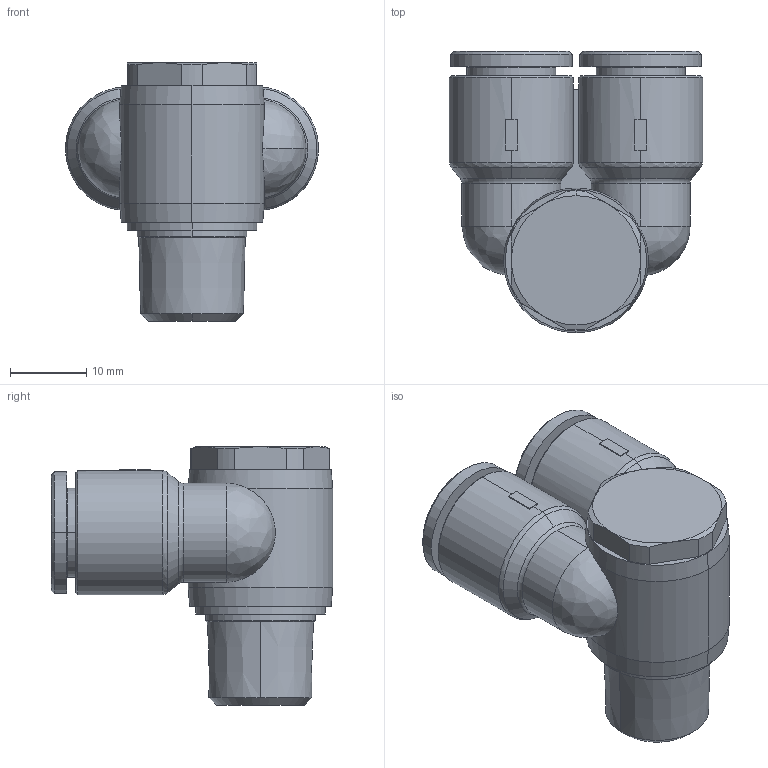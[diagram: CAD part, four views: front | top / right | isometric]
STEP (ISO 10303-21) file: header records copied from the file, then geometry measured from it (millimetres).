
FILE_DESCRIPTION (( 'STEP AP214' ), '1' );
FILE_NAME ('PA10-02.stp', '2015-08-27T13:05:02', ( '' ), ( '' ), 'SwSTEP 2.0', 'SolidWorks 2015', '' );
FILE_SCHEMA (( 'AUTOMOTIVE_DESIGN' ));
Length unit declared in the file: millimetre
Products named in the file (2): PA10-02; ｦ+ﾃｦ1
Assembly tree (1 placements, depth 2):
  PA10-02
    ｦ+ﾃｦ1
Bounding box: 33.3 x 37 x 34 mm (x, y, z)
Volume: 11517.9 mm3; surface area: 7050.3 mm2
Topology: 1 solids, 1 shells, 892 faces, 2539 edges, 1680 vertices
Faces by surface type: plane 785, cone 43, cylinder 41, bspline 19, torus 4
Entity records: 30037 total; most frequent: CARTESIAN_POINT 5689, ORIENTED_EDGE 5074, DIRECTION 4393, EDGE_CURVE 2537, LINE 2317, VECTOR 2317, VERTEX_POINT 1680, AXIS2_PLACEMENT_3D 1038
